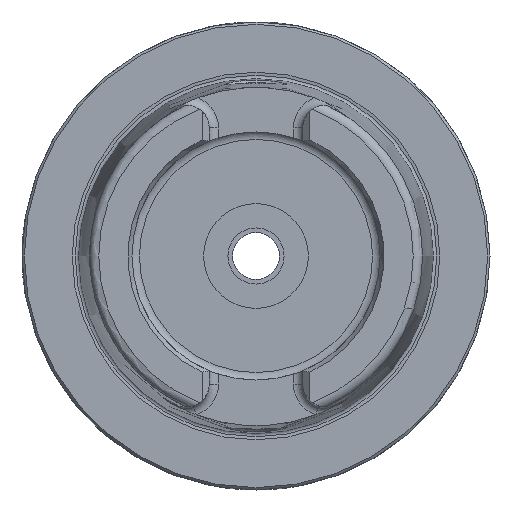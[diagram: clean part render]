
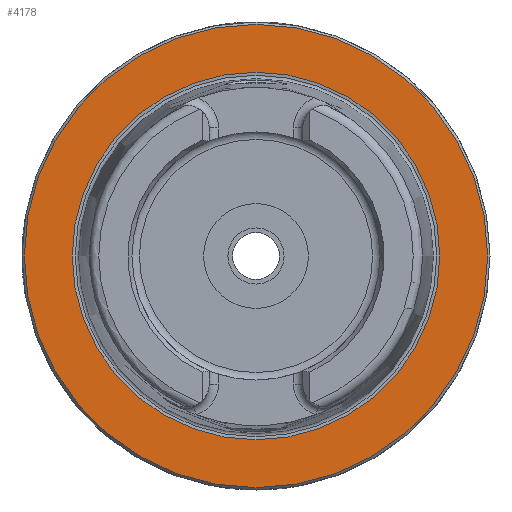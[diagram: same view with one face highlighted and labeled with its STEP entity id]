
A CAD part, left-side view. The second image highlights one B-rep face of the part: STEP entity #4178.
In plain terms, the highlighted planar face has unit normal (-1, 0, 0).
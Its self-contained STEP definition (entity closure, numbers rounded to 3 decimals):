
#240=FACE_BOUND('',#1239,.T.);
#287=PLANE('',#4644);
#993=FACE_OUTER_BOUND('',#1238,.T.);
#1238=EDGE_LOOP('',(#3375,#3376));
#1239=EDGE_LOOP('',(#3377,#3378));
#1523=CIRCLE('',#4642,39.275);
#1524=CIRCLE('',#4643,39.275);
#1525=CIRCLE('',#4645,49.5);
#1526=CIRCLE('',#4646,49.5);
#1866=VERTEX_POINT('',#7649);
#1867=VERTEX_POINT('',#7651);
#1868=VERTEX_POINT('',#7655);
#1869=VERTEX_POINT('',#7656);
#2408=EDGE_CURVE('',#1867,#1866,#1523,.T.);
#2409=EDGE_CURVE('',#1866,#1867,#1524,.T.);
#2410=EDGE_CURVE('',#1868,#1869,#1525,.T.);
#2411=EDGE_CURVE('',#1869,#1868,#1526,.T.);
#3375=ORIENTED_EDGE('',*,*,#2410,.F.);
#3376=ORIENTED_EDGE('',*,*,#2411,.F.);
#3377=ORIENTED_EDGE('',*,*,#2408,.T.);
#3378=ORIENTED_EDGE('',*,*,#2409,.T.);
#4178=ADVANCED_FACE('',(#993,#240),#287,.T.);
#4642=AXIS2_PLACEMENT_3D('',#7652,#5511,#5512);
#4643=AXIS2_PLACEMENT_3D('',#7653,#5513,#5514);
#4644=AXIS2_PLACEMENT_3D('',#7654,#5515,#5516);
#4645=AXIS2_PLACEMENT_3D('',#7657,#5517,#5518);
#4646=AXIS2_PLACEMENT_3D('',#7658,#5519,#5520);
#5511=DIRECTION('center_axis',(1.,0.,0.));
#5512=DIRECTION('ref_axis',(0.,0.,-1.));
#5513=DIRECTION('center_axis',(1.,0.,0.));
#5514=DIRECTION('ref_axis',(0.,0.,-1.));
#5515=DIRECTION('center_axis',(-1.,0.,0.));
#5516=DIRECTION('ref_axis',(0.,0.,1.));
#5517=DIRECTION('center_axis',(1.,0.,0.));
#5518=DIRECTION('ref_axis',(0.,0.,-1.));
#5519=DIRECTION('center_axis',(1.,0.,0.));
#5520=DIRECTION('ref_axis',(0.,0.,-1.));
#7649=CARTESIAN_POINT('',(0.,-39.275,0.));
#7651=CARTESIAN_POINT('',(0.,39.275,0.));
#7652=CARTESIAN_POINT('Origin',(0.,0.,0.));
#7653=CARTESIAN_POINT('Origin',(0.,0.,0.));
#7654=CARTESIAN_POINT('Origin',(0.,49.5,0.));
#7655=CARTESIAN_POINT('',(0.,49.5,0.));
#7656=CARTESIAN_POINT('',(0.,-49.5,0.));
#7657=CARTESIAN_POINT('Origin',(0.,0.,0.));
#7658=CARTESIAN_POINT('Origin',(0.,0.,0.));
